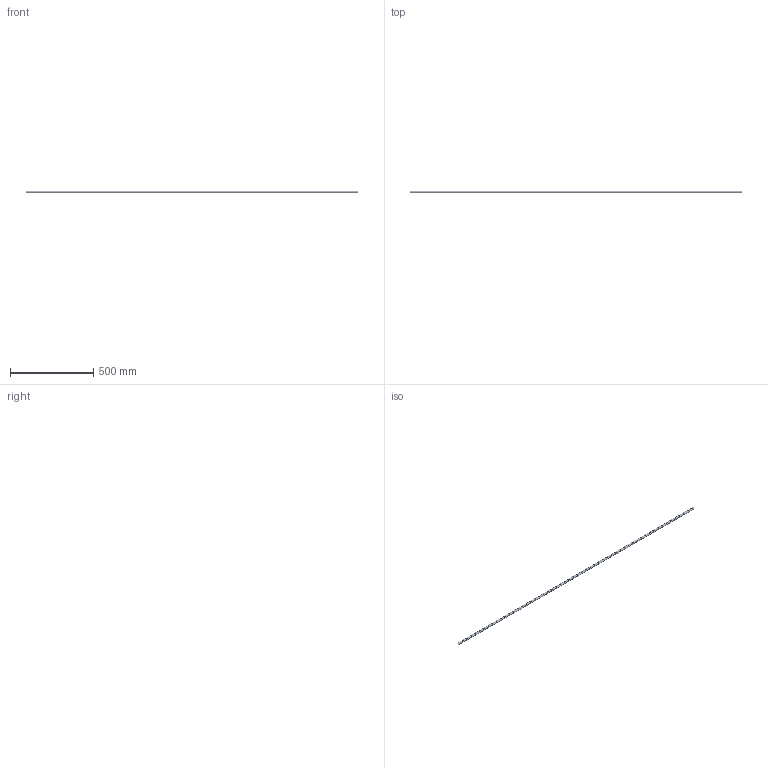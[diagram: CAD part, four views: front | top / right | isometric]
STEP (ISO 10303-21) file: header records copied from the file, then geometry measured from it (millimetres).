
FILE_DESCRIPTION (( 'STEP AP214' ), '1' );
FILE_NAME ('Ãîôðà d16.STEP', '2016-05-25T12:18:37', ( '' ), ( '' ), 'SwSTEP 2.0', 'SolidWorks 2014', '' );
FILE_SCHEMA (( 'AUTOMOTIVE_DESIGN' ));
Products named in the file (1): Ãîôðà d16
Bounding box: 2000 x 16 x 16 mm (x, y, z)
Volume: 47970.7 mm3; surface area: 319830.9 mm2
Topology: 1 solids, 1 shells, 5112 faces, 10224 edges, 6816 vertices
Faces by surface type: cylinder 3408, plane 1704
Entity records: 136362 total; most frequent: DIRECTION 27266, CARTESIAN_POINT 22153, ORIENTED_EDGE 20448, AXIS2_PLACEMENT_3D 11929, EDGE_CURVE 10224, VERTEX_POINT 6816, EDGE_LOOP 6816, CIRCLE 6816
